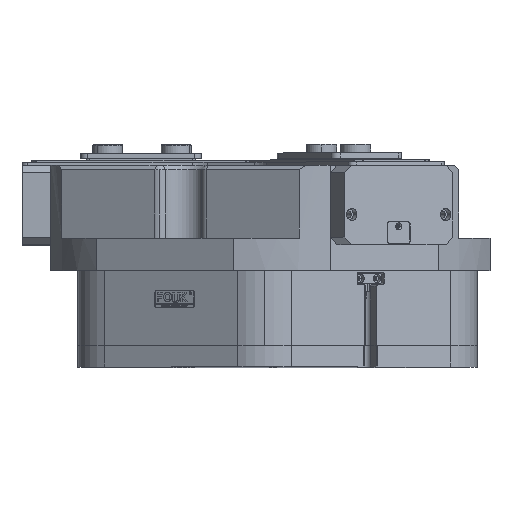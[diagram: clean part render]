
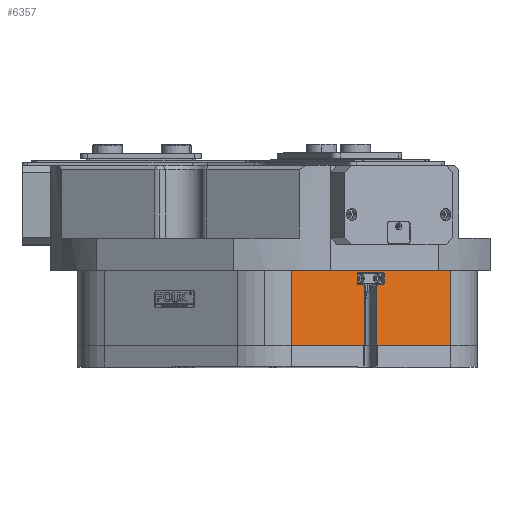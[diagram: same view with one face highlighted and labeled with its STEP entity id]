
A CAD part, top view. The second image highlights one B-rep face of the part: STEP entity #6357.
In plain terms, the highlighted planar face has unit normal (0.5, 0, 0.866).
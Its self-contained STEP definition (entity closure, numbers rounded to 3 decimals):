
#94 = ORIENTED_EDGE ( 'NONE', *, *, #24127, .T. ) ;
#281 = CARTESIAN_POINT ( 'NONE',  ( 96.456, 55., 154.467 ) ) ;
#903 = CARTESIAN_POINT ( 'NONE',  ( 364., 68.3, 0. ) ) ;
#1085 = DIRECTION ( 'NONE',  ( -0.866, 0., 0.5 ) ) ;
#1869 = ORIENTED_EDGE ( 'NONE', *, *, #49312, .F. ) ;
#2030 = VECTOR ( 'NONE', #49356, 1000. ) ;
#2512 = CARTESIAN_POINT ( 'NONE',  ( 85.544, 0., 160.767 ) ) ;
#2612 = EDGE_CURVE ( 'NONE', #22309, #8922, #37867, .T. ) ;
#3162 = DIRECTION ( 'NONE',  ( 0.866, 0., -0.5 ) ) ;
#3222 = ORIENTED_EDGE ( 'NONE', *, *, #46143, .T. ) ;
#3416 = CARTESIAN_POINT ( 'NONE',  ( 364., 70., 0. ) ) ;
#3589 = DIRECTION ( 'NONE',  ( 0., -1., 0. ) ) ;
#4017 = CARTESIAN_POINT ( 'NONE',  ( 80.175, 56.7, 163.867 ) ) ;
#4215 = DIRECTION ( 'NONE',  ( -0.866, 0., 0.5 ) ) ;
#4971 = VECTOR ( 'NONE', #1085, 1000. ) ;
#5107 = CARTESIAN_POINT ( 'NONE',  ( 97.928, 55., 153.617 ) ) ;
#5884 = CARTESIAN_POINT ( 'NONE',  ( 364., 0., 0. ) ) ;
#5998 = CARTESIAN_POINT ( 'NONE',  ( 101.825, 56.7, 151.367 ) ) ;
#6104 = ORIENTED_EDGE ( 'NONE', *, *, #39350, .T. ) ;
#6357 = ADVANCED_FACE ( 'NONE', ( #26403 ), #13540, .T. ) ;
#6656 = EDGE_CURVE ( 'NONE', #33386, #15629, #55191, .T. ) ;
#6865 = CIRCLE ( 'NONE', #32658, 2.3 ) ;
#7593 = VERTEX_POINT ( 'NONE', #40517 ) ;
#8776 = ORIENTED_EDGE ( 'NONE', *, *, #50885, .T. ) ;
#8922 = VERTEX_POINT ( 'NONE', #26746 ) ;
#9296 = VERTEX_POINT ( 'NONE', #25196 ) ;
#9548 = ORIENTED_EDGE ( 'NONE', *, *, #35317, .T. ) ;
#9827 = LINE ( 'NONE', #44803, #24487 ) ;
#10285 = CARTESIAN_POINT ( 'NONE',  ( 96.456, 0., 154.467 ) ) ;
#10308 = CARTESIAN_POINT ( 'NONE',  ( 17., 70., 200.341 ) ) ;
#10647 = ORIENTED_EDGE ( 'NONE', *, *, #45482, .T. ) ;
#10875 = ORIENTED_EDGE ( 'NONE', *, *, #37631, .T. ) ;
#12056 = DIRECTION ( 'NONE',  ( 0., 1., 0. ) ) ;
#13489 = DIRECTION ( 'NONE',  ( 0.866, 0., -0.5 ) ) ;
#13540 = PLANE ( 'NONE',  #24651 ) ;
#13924 = DIRECTION ( 'NONE',  ( -0.866, 0., 0.5 ) ) ;
#14084 = VECTOR ( 'NONE', #4215, 1000. ) ;
#15629 = VERTEX_POINT ( 'NONE', #4017 ) ;
#16024 = LINE ( 'NONE', #903, #2030 ) ;
#16028 = AXIS2_PLACEMENT_3D ( 'NONE', #46314, #20315, #3162 ) ;
#16658 = DIRECTION ( 'NONE',  ( 0., 1., 0. ) ) ;
#16815 = CARTESIAN_POINT ( 'NONE',  ( 103.817, 59., 150.217 ) ) ;
#17004 = EDGE_LOOP ( 'NONE', ( #35479, #54816, #46294, #29914, #54410, #6104, #10647, #38337, #50108, #27991, #28708, #3222, #10875, #8776, #1869, #9548, #45503, #94 ) ) ;
#18420 = EDGE_CURVE ( 'NONE', #39543, #33386, #29002, .T. ) ;
#20315 = DIRECTION ( 'NONE',  ( -0.5, 0., -0.866 ) ) ;
#20437 = VECTOR ( 'NONE', #47578, 1000. ) ;
#20740 = VECTOR ( 'NONE', #16658, 1000. ) ;
#20911 = CARTESIAN_POINT ( 'NONE',  ( 103.817, 59., 150.217 ) ) ;
#21205 = AXIS2_PLACEMENT_3D ( 'NONE', #30658, #39283, #31567 ) ;
#21565 = CARTESIAN_POINT ( 'NONE',  ( 364., 0., 0. ) ) ;
#21772 = EDGE_CURVE ( 'NONE', #26410, #24324, #30877, .T. ) ;
#21911 = LINE ( 'NONE', #10308, #47378 ) ;
#22105 = AXIS2_PLACEMENT_3D ( 'NONE', #51018, #29855, #38087 ) ;
#22309 = VERTEX_POINT ( 'NONE', #29375 ) ;
#22639 = DIRECTION ( 'NONE',  ( 0., -1., 0. ) ) ;
#24127 = EDGE_CURVE ( 'NONE', #37684, #24324, #21911, .T. ) ;
#24324 = VERTEX_POINT ( 'NONE', #33731 ) ;
#24487 = VECTOR ( 'NONE', #36889, 1000. ) ;
#24651 = AXIS2_PLACEMENT_3D ( 'NONE', #47980, #26621, #34672 ) ;
#24820 = VECTOR ( 'NONE', #12056, 1000. ) ;
#25127 = VECTOR ( 'NONE', #3589, 1000. ) ;
#25196 = CARTESIAN_POINT ( 'NONE',  ( 165., 0., 114.893 ) ) ;
#25845 = CIRCLE ( 'NONE', #22105, 2.3 ) ;
#26064 = LINE ( 'NONE', #10285, #54915 ) ;
#26403 = FACE_OUTER_BOUND ( 'NONE', #17004, .T. ) ;
#26410 = VERTEX_POINT ( 'NONE', #2512 ) ;
#26462 = EDGE_CURVE ( 'NONE', #37264, #37684, #34890, .T. ) ;
#26575 = CARTESIAN_POINT ( 'NONE',  ( 17., 70., 200.341 ) ) ;
#26621 = DIRECTION ( 'NONE',  ( 0.5, 0., 0.866 ) ) ;
#26715 = VERTEX_POINT ( 'NONE', #5998 ) ;
#26746 = CARTESIAN_POINT ( 'NONE',  ( 103.817, 66., 150.217 ) ) ;
#27947 = AXIS2_PLACEMENT_3D ( 'NONE', #52582, #43584, #43216 ) ;
#27991 = ORIENTED_EDGE ( 'NONE', *, *, #41855, .T. ) ;
#28708 = ORIENTED_EDGE ( 'NONE', *, *, #30224, .T. ) ;
#29002 = CIRCLE ( 'NONE', #27947, 1.7 ) ;
#29269 = CARTESIAN_POINT ( 'NONE',  ( 80.175, 68.3, 163.867 ) ) ;
#29375 = CARTESIAN_POINT ( 'NONE',  ( 101.825, 68.3, 151.367 ) ) ;
#29855 = DIRECTION ( 'NONE',  ( -0.5, 0., -0.866 ) ) ;
#29914 = ORIENTED_EDGE ( 'NONE', *, *, #6656, .T. ) ;
#30224 = EDGE_CURVE ( 'NONE', #39967, #26715, #6865, .T. ) ;
#30288 = CIRCLE ( 'NONE', #45158, 1.7 ) ;
#30482 = VERTEX_POINT ( 'NONE', #39964 ) ;
#30658 = CARTESIAN_POINT ( 'NONE',  ( 101.825, 66., 151.367 ) ) ;
#30877 = LINE ( 'NONE', #21565, #14084 ) ;
#30892 = EDGE_CURVE ( 'NONE', #26410, #39543, #53648, .T. ) ;
#31119 = CARTESIAN_POINT ( 'NONE',  ( 80.175, 56.7, 163.867 ) ) ;
#31567 = DIRECTION ( 'NONE',  ( 0.866, 0., -0.5 ) ) ;
#32658 = AXIS2_PLACEMENT_3D ( 'NONE', #33982, #51034, #42804 ) ;
#33184 = CARTESIAN_POINT ( 'NONE',  ( 85.544, 55., 160.767 ) ) ;
#33386 = VERTEX_POINT ( 'NONE', #51474 ) ;
#33731 = CARTESIAN_POINT ( 'NONE',  ( 17., 0., 200.341 ) ) ;
#33982 = CARTESIAN_POINT ( 'NONE',  ( 101.825, 59., 151.367 ) ) ;
#34672 = DIRECTION ( 'NONE',  ( 0.866, 0., -0.5 ) ) ;
#34843 = VECTOR ( 'NONE', #37964, 1000. ) ;
#34890 = LINE ( 'NONE', #3416, #34843 ) ;
#35317 = EDGE_CURVE ( 'NONE', #9296, #37264, #9827, .T. ) ;
#35479 = ORIENTED_EDGE ( 'NONE', *, *, #21772, .F. ) ;
#36490 = LINE ( 'NONE', #43280, #20437 ) ;
#36889 = DIRECTION ( 'NONE',  ( 0., 1., 0. ) ) ;
#37264 = VERTEX_POINT ( 'NONE', #39112 ) ;
#37631 = EDGE_CURVE ( 'NONE', #51850, #37681, #30288, .T. ) ;
#37681 = VERTEX_POINT ( 'NONE', #281 ) ;
#37684 = VERTEX_POINT ( 'NONE', #26575 ) ;
#37867 = CIRCLE ( 'NONE', #21205, 2.3 ) ;
#37964 = DIRECTION ( 'NONE',  ( -0.866, 0., 0.5 ) ) ;
#38087 = DIRECTION ( 'NONE',  ( 0.866, 0., -0.5 ) ) ;
#38337 = ORIENTED_EDGE ( 'NONE', *, *, #42850, .T. ) ;
#39112 = CARTESIAN_POINT ( 'NONE',  ( 165., 70., 114.893 ) ) ;
#39283 = DIRECTION ( 'NONE',  ( -0.5, 0., -0.866 ) ) ;
#39350 = EDGE_CURVE ( 'NONE', #30482, #7593, #54953, .T. ) ;
#39543 = VERTEX_POINT ( 'NONE', #52817 ) ;
#39964 = CARTESIAN_POINT ( 'NONE',  ( 78.183, 59., 165.017 ) ) ;
#39967 = VERTEX_POINT ( 'NONE', #20911 ) ;
#40200 = DIRECTION ( 'NONE',  ( 0., -1., 0. ) ) ;
#40270 = CARTESIAN_POINT ( 'NONE',  ( 97.928, 56.7, 153.617 ) ) ;
#40517 = CARTESIAN_POINT ( 'NONE',  ( 78.183, 66., 165.017 ) ) ;
#41855 = EDGE_CURVE ( 'NONE', #8922, #39967, #54020, .T. ) ;
#42302 = CARTESIAN_POINT ( 'NONE',  ( 78.183, 66., 165.017 ) ) ;
#42804 = DIRECTION ( 'NONE',  ( 0.866, 0., -0.5 ) ) ;
#42850 = EDGE_CURVE ( 'NONE', #50677, #22309, #16024, .T. ) ;
#43216 = DIRECTION ( 'NONE',  ( 0.866, 0., -0.5 ) ) ;
#43250 = DIRECTION ( 'NONE',  ( 0.5, 0., 0.866 ) ) ;
#43280 = CARTESIAN_POINT ( 'NONE',  ( 97.928, 56.7, 153.617 ) ) ;
#43584 = DIRECTION ( 'NONE',  ( 0.5, 0., 0.866 ) ) ;
#44803 = CARTESIAN_POINT ( 'NONE',  ( 165., 70., 114.893 ) ) ;
#45158 = AXIS2_PLACEMENT_3D ( 'NONE', #5107, #43250, #13489 ) ;
#45482 = EDGE_CURVE ( 'NONE', #7593, #50677, #25845, .T. ) ;
#45503 = ORIENTED_EDGE ( 'NONE', *, *, #26462, .T. ) ;
#46143 = EDGE_CURVE ( 'NONE', #26715, #51850, #36490, .T. ) ;
#46189 = CARTESIAN_POINT ( 'NONE',  ( 96.456, 0., 154.467 ) ) ;
#46294 = ORIENTED_EDGE ( 'NONE', *, *, #18420, .T. ) ;
#46314 = CARTESIAN_POINT ( 'NONE',  ( 80.175, 59., 163.867 ) ) ;
#47026 = EDGE_CURVE ( 'NONE', #15629, #30482, #48496, .T. ) ;
#47378 = VECTOR ( 'NONE', #22639, 1000. ) ;
#47578 = DIRECTION ( 'NONE',  ( -0.866, 0., 0.5 ) ) ;
#47980 = CARTESIAN_POINT ( 'NONE',  ( 364., 70., 0. ) ) ;
#48438 = VERTEX_POINT ( 'NONE', #46189 ) ;
#48496 = CIRCLE ( 'NONE', #16028, 2.3 ) ;
#49312 = EDGE_CURVE ( 'NONE', #9296, #48438, #52967, .T. ) ;
#49356 = DIRECTION ( 'NONE',  ( 0.866, 0., -0.5 ) ) ;
#50108 = ORIENTED_EDGE ( 'NONE', *, *, #2612, .T. ) ;
#50246 = VECTOR ( 'NONE', #13924, 1000. ) ;
#50677 = VERTEX_POINT ( 'NONE', #29269 ) ;
#50885 = EDGE_CURVE ( 'NONE', #37681, #48438, #26064, .T. ) ;
#51018 = CARTESIAN_POINT ( 'NONE',  ( 80.175, 66., 163.867 ) ) ;
#51034 = DIRECTION ( 'NONE',  ( -0.5, 0., -0.866 ) ) ;
#51474 = CARTESIAN_POINT ( 'NONE',  ( 84.072, 56.7, 161.617 ) ) ;
#51850 = VERTEX_POINT ( 'NONE', #40270 ) ;
#52582 = CARTESIAN_POINT ( 'NONE',  ( 84.072, 55., 161.617 ) ) ;
#52817 = CARTESIAN_POINT ( 'NONE',  ( 85.544, 55., 160.767 ) ) ;
#52967 = LINE ( 'NONE', #5884, #50246 ) ;
#53648 = LINE ( 'NONE', #33184, #24820 ) ;
#54020 = LINE ( 'NONE', #16815, #25127 ) ;
#54410 = ORIENTED_EDGE ( 'NONE', *, *, #47026, .T. ) ;
#54816 = ORIENTED_EDGE ( 'NONE', *, *, #30892, .T. ) ;
#54915 = VECTOR ( 'NONE', #40200, 1000. ) ;
#54953 = LINE ( 'NONE', #42302, #20740 ) ;
#55191 = LINE ( 'NONE', #31119, #4971 ) ;
